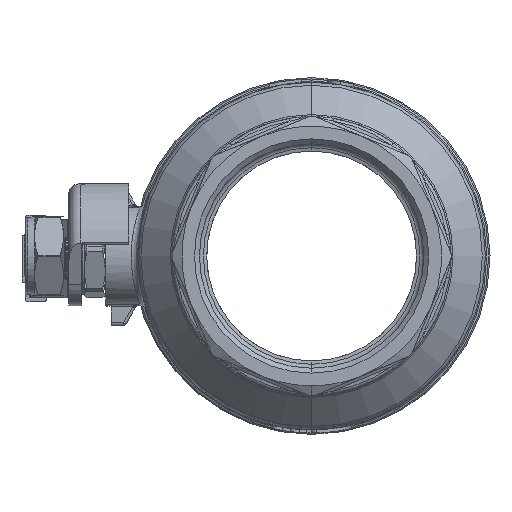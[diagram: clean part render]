
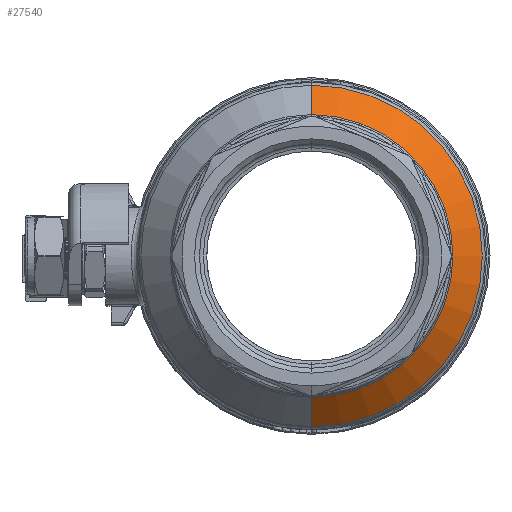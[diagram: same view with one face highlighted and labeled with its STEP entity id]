
A CAD part, left-side view. The second image highlights one B-rep face of the part: STEP entity #27540.
In plain terms, the highlighted conical face has half-angle 45 degrees and reference radius 66.25 mm.
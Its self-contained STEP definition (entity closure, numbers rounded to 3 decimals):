
#844 = VERTEX_POINT ( 'NONE', #24443 ) ;
#845 = VERTEX_POINT ( 'NONE', #24462 ) ;
#846 = VERTEX_POINT ( 'NONE', #24484 ) ;
#847 = VERTEX_POINT ( 'NONE', #24468 ) ;
#2064 = EDGE_LOOP ( 'NONE', ( #3918, #3919, #3920, #3917 ) ) ;
#3917 = ORIENTED_EDGE ( 'NONE', *, *, #28136, .T. ) ;
#3918 = ORIENTED_EDGE ( 'NONE', *, *, #29423, .F. ) ;
#3919 = ORIENTED_EDGE ( 'NONE', *, *, #29538, .T. ) ;
#3920 = ORIENTED_EDGE ( 'NONE', *, *, #29547, .T. ) ;
#10291 = FACE_OUTER_BOUND ( 'NONE', #2064, .T. ) ;
#14346 = AXIS2_PLACEMENT_3D ( 'NONE', #18210, #18211, #18212 ) ;
#14347 = CONICAL_SURFACE ( 'NONE', #14346, 66.25, 0.785 ) ;
#14600 = CIRCLE ( 'NONE', #14601, 65.078 ) ;
#14601 = AXIS2_PLACEMENT_3D ( 'NONE', #19256, #19257, #19258 ) ;
#15411 = VECTOR ( 'NONE', #23525, 1000. ) ;
#18210 = CARTESIAN_POINT ( 'NONE',  ( -30.2, 0., 0. ) ) ;
#18211 = DIRECTION ( 'NONE',  ( 1., 0., 0. ) ) ;
#18212 = DIRECTION ( 'NONE',  ( 0., 0., -1. ) ) ;
#19256 = CARTESIAN_POINT ( 'NONE',  ( -31.372, 0., 0. ) ) ;
#19257 = DIRECTION ( 'NONE',  ( -1., 0., 0. ) ) ;
#19258 = DIRECTION ( 'NONE',  ( 0., 0., 1. ) ) ;
#21414 = LINE ( 'NONE', #23524, #15411 ) ;
#21467 = LINE ( 'NONE', #25103, #24582 ) ;
#23524 = CARTESIAN_POINT ( 'NONE',  ( -30.2, 0., 66.25 ) ) ;
#23525 = DIRECTION ( 'NONE',  ( 0.707, 0., 0.707 ) ) ;
#24443 = CARTESIAN_POINT ( 'NONE',  ( -42.568, 0., 53.882 ) ) ;
#24462 = CARTESIAN_POINT ( 'NONE',  ( -42.568, 0., -53.882 ) ) ;
#24468 = CARTESIAN_POINT ( 'NONE',  ( -31.372, 0., 65.078 ) ) ;
#24484 = CARTESIAN_POINT ( 'NONE',  ( -31.372, 0., -65.078 ) ) ;
#24573 = CIRCLE ( 'NONE', #24574, 53.882 ) ;
#24574 = AXIS2_PLACEMENT_3D ( 'NONE', #25080, #25081, #25082 ) ;
#24582 = VECTOR ( 'NONE', #25104, 1000. ) ;
#25080 = CARTESIAN_POINT ( 'NONE',  ( -42.568, 0., 0. ) ) ;
#25081 = DIRECTION ( 'NONE',  ( 1., 0., 0. ) ) ;
#25082 = DIRECTION ( 'NONE',  ( 0., 0., -1. ) ) ;
#25103 = CARTESIAN_POINT ( 'NONE',  ( -30.2, 0., -66.25 ) ) ;
#25104 = DIRECTION ( 'NONE',  ( 0.707, 0., -0.707 ) ) ;
#27540 = ADVANCED_FACE ( 'NONE', ( #10291 ), #14347, .T. ) ;
#28136 = EDGE_CURVE ( 'NONE', #846, #847, #14600, .T. ) ;
#29423 = EDGE_CURVE ( 'NONE', #844, #847, #21414, .T. ) ;
#29538 = EDGE_CURVE ( 'NONE', #844, #845, #24573, .T. ) ;
#29547 = EDGE_CURVE ( 'NONE', #845, #846, #21467, .T. ) ;
